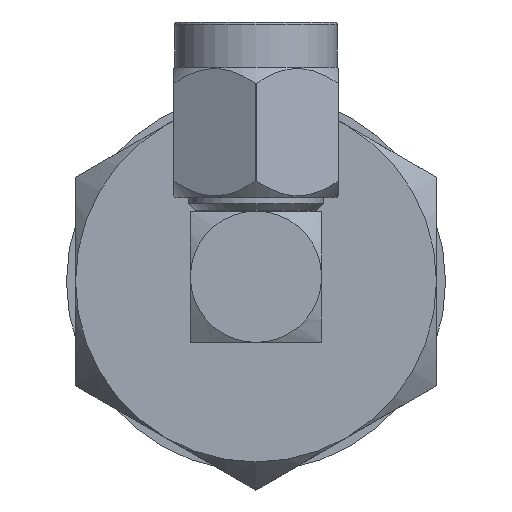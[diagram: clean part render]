
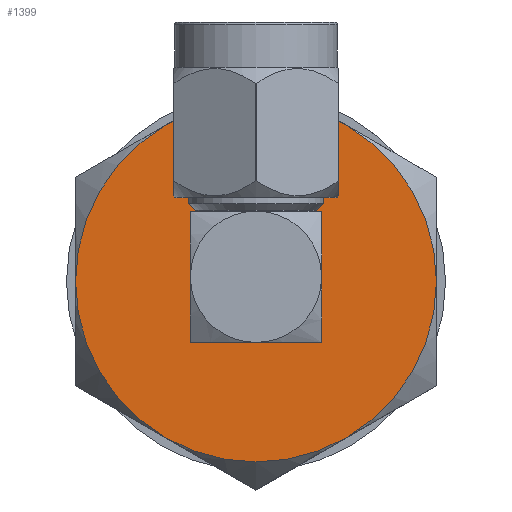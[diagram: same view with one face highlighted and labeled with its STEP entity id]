
A CAD part, top view. The second image highlights one B-rep face of the part: STEP entity #1399.
In plain terms, the highlighted face is planar.
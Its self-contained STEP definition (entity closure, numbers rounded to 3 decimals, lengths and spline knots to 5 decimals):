
#1399 = ADVANCED_FACE ( 'NONE', ( #127537, #48917 ), #2111, .F. ) ;
#2111 = PLANE ( 'NONE',  #24332 ) ;
#4491 = CARTESIAN_POINT ( 'NONE',  ( 0.835, -0.07283, 0. ) ) ;
#4536 = DIRECTION ( 'NONE',  ( 0., -1., 0. ) ) ;
#6471 = VERTEX_POINT ( 'NONE', #153287 ) ;
#8943 = CIRCLE ( 'NONE', #144196, 0.34375 ) ;
#15303 = ORIENTED_EDGE ( 'NONE', *, *, #31458, .F. ) ;
#20828 = CARTESIAN_POINT ( 'NONE',  ( 0.835, 0., 0. ) ) ;
#24332 = AXIS2_PLACEMENT_3D ( 'NONE', #85835, #110488, #134444 ) ;
#24523 = EDGE_CURVE ( 'NONE', #70804, #143990, #8943, .T. ) ;
#28004 = CIRCLE ( 'NONE', #93554, 0.34375 ) ;
#29154 = ORIENTED_EDGE ( 'NONE', *, *, #131100, .F. ) ;
#30373 = CARTESIAN_POINT ( 'NONE',  ( 0.835, 0.07283, 0. ) ) ;
#30558 = AXIS2_PLACEMENT_3D ( 'NONE', #34659, #104780, #58717 ) ;
#31458 = EDGE_CURVE ( 'NONE', #61116, #142274, #77138, .T. ) ;
#33831 = CARTESIAN_POINT ( 'NONE',  ( 0.835, 0., 0. ) ) ;
#34659 = CARTESIAN_POINT ( 'NONE',  ( 0.835, 0., 0. ) ) ;
#40177 = VERTEX_POINT ( 'NONE', #46641 ) ;
#45200 = EDGE_CURVE ( 'NONE', #136706, #6471, #90679, .T. ) ;
#46641 = CARTESIAN_POINT ( 'NONE',  ( 0.835, -0.34375, 0. ) ) ;
#47551 = DIRECTION ( 'NONE',  ( 0., -1., 0. ) ) ;
#48584 = DIRECTION ( 'NONE',  ( 1., 0., 0. ) ) ;
#48917 = FACE_OUTER_BOUND ( 'NONE', #103550, .T. ) ;
#51941 = CARTESIAN_POINT ( 'NONE',  ( 0.835, 0., 0. ) ) ;
#56442 = DIRECTION ( 'NONE',  ( 0., -1., 0. ) ) ;
#56841 = DIRECTION ( 'NONE',  ( 1., 0., 0. ) ) ;
#58717 = DIRECTION ( 'NONE',  ( 0., -1., 0. ) ) ;
#58756 = ORIENTED_EDGE ( 'NONE', *, *, #98404, .F. ) ;
#61116 = VERTEX_POINT ( 'NONE', #30373 ) ;
#61802 = DIRECTION ( 'NONE',  ( 0., -1., 0. ) ) ;
#62318 = CARTESIAN_POINT ( 'NONE',  ( 0.835, 0., 0. ) ) ;
#63254 = CARTESIAN_POINT ( 'NONE',  ( 0.835, 0., 0. ) ) ;
#67938 = AXIS2_PLACEMENT_3D ( 'NONE', #33831, #56841, #140533 ) ;
#69332 = DIRECTION ( 'NONE',  ( 1., 0., 0. ) ) ;
#70804 = VERTEX_POINT ( 'NONE', #131443 ) ;
#71500 = AXIS2_PLACEMENT_3D ( 'NONE', #141018, #69332, #93391 ) ;
#77138 = CIRCLE ( 'NONE', #71500, 0.07283 ) ;
#78264 = CARTESIAN_POINT ( 'NONE',  ( 0.835, 0.17187, -0.2977 ) ) ;
#79712 = ORIENTED_EDGE ( 'NONE', *, *, #109174, .F. ) ;
#79942 = AXIS2_PLACEMENT_3D ( 'NONE', #62318, #98912, #61802 ) ;
#81227 = ORIENTED_EDGE ( 'NONE', *, *, #24523, .F. ) ;
#85835 = CARTESIAN_POINT ( 'NONE',  ( 0.835, 0.4, 0. ) ) ;
#87837 = EDGE_CURVE ( 'NONE', #143990, #140137, #134921, .T. ) ;
#90679 = CIRCLE ( 'NONE', #79942, 0.34375 ) ;
#91232 = EDGE_CURVE ( 'NONE', #70804, #6471, #124200, .T. ) ;
#93391 = DIRECTION ( 'NONE',  ( 0., -1., 0. ) ) ;
#93554 = AXIS2_PLACEMENT_3D ( 'NONE', #20828, #105622, #56442 ) ;
#96702 = CARTESIAN_POINT ( 'NONE',  ( 0.835, 0., 0. ) ) ;
#98404 = EDGE_CURVE ( 'NONE', #40177, #136706, #28004, .T. ) ;
#98912 = DIRECTION ( 'NONE',  ( -1., 0., 0. ) ) ;
#100882 = ORIENTED_EDGE ( 'NONE', *, *, #91232, .T. ) ;
#103550 = EDGE_LOOP ( 'NONE', ( #58756, #79712, #147060, #81227, #100882, #121459 ) ) ;
#103710 = AXIS2_PLACEMENT_3D ( 'NONE', #51941, #124124, #135599 ) ;
#104780 = DIRECTION ( 'NONE',  ( -1., 0., 0. ) ) ;
#104947 = CARTESIAN_POINT ( 'NONE',  ( 0.835, -0.17188, -0.2977 ) ) ;
#105622 = DIRECTION ( 'NONE',  ( -1., 0., 0. ) ) ;
#107753 = CIRCLE ( 'NONE', #147905, 0.07283 ) ;
#109174 = EDGE_CURVE ( 'NONE', #140137, #40177, #120095, .T. ) ;
#110331 = DIRECTION ( 'NONE',  ( -1., 0., 0. ) ) ;
#110488 = DIRECTION ( 'NONE',  ( -1., 0., 0. ) ) ;
#120095 = CIRCLE ( 'NONE', #30558, 0.34375 ) ;
#121459 = ORIENTED_EDGE ( 'NONE', *, *, #45200, .F. ) ;
#122576 = CARTESIAN_POINT ( 'NONE',  ( 0.835, -0.17188, 0.2977 ) ) ;
#124124 = DIRECTION ( 'NONE',  ( -1., 0., 0. ) ) ;
#124200 = CIRCLE ( 'NONE', #67938, 0.34375 ) ;
#127537 = FACE_BOUND ( 'NONE', #146398, .T. ) ;
#131100 = EDGE_CURVE ( 'NONE', #142274, #61116, #107753, .T. ) ;
#131443 = CARTESIAN_POINT ( 'NONE',  ( 0.835, 0.34375, 0. ) ) ;
#134444 = DIRECTION ( 'NONE',  ( 0., -1., 0. ) ) ;
#134921 = CIRCLE ( 'NONE', #103710, 0.34375 ) ;
#135599 = DIRECTION ( 'NONE',  ( 0., -1., 0. ) ) ;
#136706 = VERTEX_POINT ( 'NONE', #122576 ) ;
#140137 = VERTEX_POINT ( 'NONE', #104947 ) ;
#140533 = DIRECTION ( 'NONE',  ( 0., 1., 0. ) ) ;
#141018 = CARTESIAN_POINT ( 'NONE',  ( 0.835, 0., 0. ) ) ;
#142274 = VERTEX_POINT ( 'NONE', #4491 ) ;
#143990 = VERTEX_POINT ( 'NONE', #78264 ) ;
#144196 = AXIS2_PLACEMENT_3D ( 'NONE', #63254, #110331, #4536 ) ;
#146398 = EDGE_LOOP ( 'NONE', ( #29154, #15303 ) ) ;
#147060 = ORIENTED_EDGE ( 'NONE', *, *, #87837, .F. ) ;
#147905 = AXIS2_PLACEMENT_3D ( 'NONE', #96702, #48584, #47551 ) ;
#153287 = CARTESIAN_POINT ( 'NONE',  ( 0.835, 0.17187, 0.2977 ) ) ;
